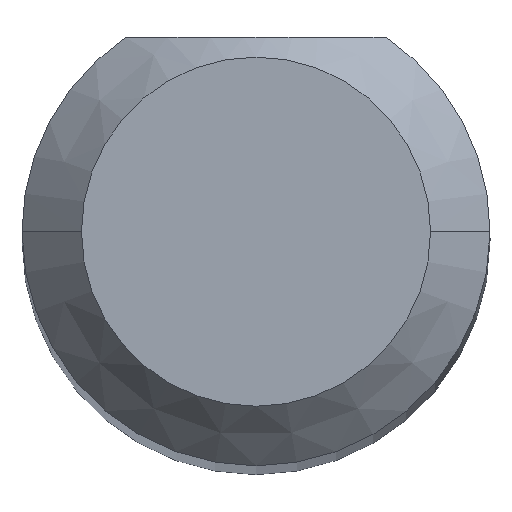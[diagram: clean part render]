
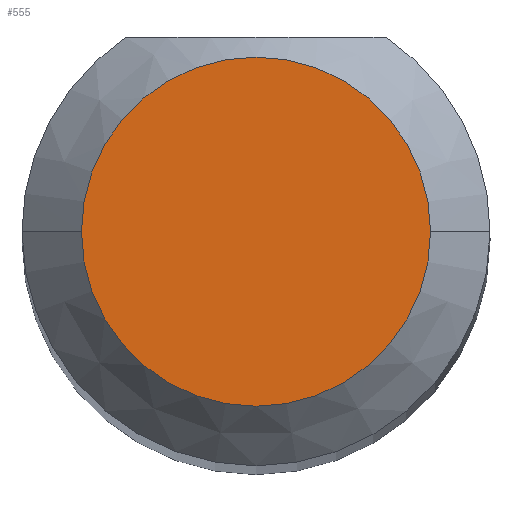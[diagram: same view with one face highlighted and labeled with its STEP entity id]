
A CAD part, top view. The second image highlights one B-rep face of the part: STEP entity #555.
In plain terms, the highlighted planar face has unit normal (0, 0, 1).
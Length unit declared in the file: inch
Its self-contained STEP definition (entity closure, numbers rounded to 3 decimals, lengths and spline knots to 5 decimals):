
#18 = EDGE_CURVE ( 'NONE', #325, #391, #127, .T. ) ;
#68 = EDGE_LOOP ( 'NONE', ( #349, #332 ) ) ;
#88 = CARTESIAN_POINT ( 'NONE',  ( -0.04406, 0., 1.49606 ) ) ;
#107 = DIRECTION ( 'NONE',  ( 1., 0., 0. ) ) ;
#127 = CIRCLE ( 'NONE', #409, 0.04406 ) ;
#142 = DIRECTION ( 'NONE',  ( 1., 0., 0. ) ) ;
#186 = CARTESIAN_POINT ( 'NONE',  ( 0., 0., 1.49606 ) ) ;
#262 = CARTESIAN_POINT ( 'NONE',  ( 0., 0., 1.49606 ) ) ;
#272 = CARTESIAN_POINT ( 'NONE',  ( 0., 0., 1.49606 ) ) ;
#325 = VERTEX_POINT ( 'NONE', #88 ) ;
#332 = ORIENTED_EDGE ( 'NONE', *, *, #415, .T. ) ;
#349 = ORIENTED_EDGE ( 'NONE', *, *, #18, .T. ) ;
#359 = DIRECTION ( 'NONE',  ( 0., 0., 1. ) ) ;
#369 = DIRECTION ( 'NONE',  ( 0., 0., 1. ) ) ;
#391 = VERTEX_POINT ( 'NONE', #485 ) ;
#404 = FACE_OUTER_BOUND ( 'NONE', #68, .T. ) ;
#409 = AXIS2_PLACEMENT_3D ( 'NONE', #262, #487, #142 ) ;
#415 = EDGE_CURVE ( 'NONE', #391, #325, #429, .T. ) ;
#429 = CIRCLE ( 'NONE', #504, 0.04406 ) ;
#472 = AXIS2_PLACEMENT_3D ( 'NONE', #272, #369, #107 ) ;
#485 = CARTESIAN_POINT ( 'NONE',  ( 0.04406, 0., 1.49606 ) ) ;
#486 = DIRECTION ( 'NONE',  ( 1., 0., 0. ) ) ;
#487 = DIRECTION ( 'NONE',  ( 0., 0., 1. ) ) ;
#496 = PLANE ( 'NONE',  #472 ) ;
#504 = AXIS2_PLACEMENT_3D ( 'NONE', #186, #359, #486 ) ;
#555 = ADVANCED_FACE ( 'NONE', ( #404 ), #496, .T. ) ;
